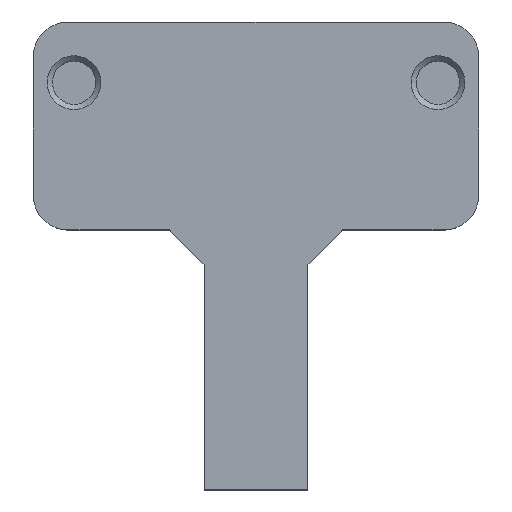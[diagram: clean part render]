
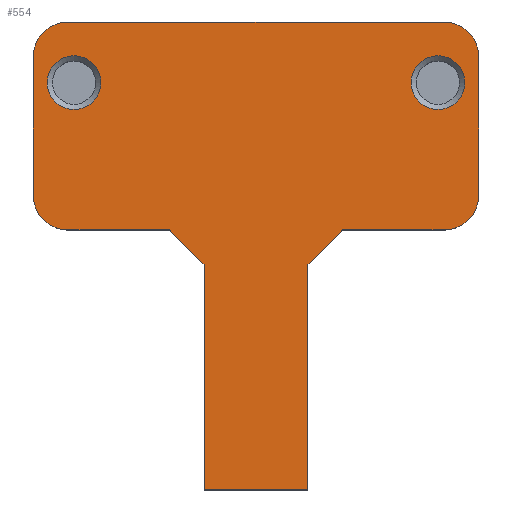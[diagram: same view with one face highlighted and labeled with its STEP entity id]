
A CAD part, top view. The second image highlights one B-rep face of the part: STEP entity #554.
In plain terms, the highlighted planar face has unit normal (0, 0, 1).
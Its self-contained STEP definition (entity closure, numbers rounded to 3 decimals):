
#25=FACE_BOUND('',#81,.T.);
#26=FACE_BOUND('',#82,.T.);
#29=PLANE('',#609);
#48=FACE_OUTER_BOUND('',#80,.T.);
#80=EDGE_LOOP('',(#390,#391,#392,#393,#394,#395,#396,#397,#398,#399,#400,
#401,#402,#403));
#81=EDGE_LOOP('',(#404));
#82=EDGE_LOOP('',(#405));
#116=LINE('',#861,#166);
#117=LINE('',#865,#167);
#118=LINE('',#869,#168);
#119=LINE('',#873,#169);
#120=LINE('',#875,#170);
#121=LINE('',#877,#171);
#122=LINE('',#879,#172);
#123=LINE('',#881,#173);
#124=LINE('',#883,#174);
#125=LINE('',#885,#175);
#166=VECTOR('',#682,10.);
#167=VECTOR('',#685,10.);
#168=VECTOR('',#688,10.);
#169=VECTOR('',#691,10.);
#170=VECTOR('',#692,10.);
#171=VECTOR('',#693,10.);
#172=VECTOR('',#694,10.);
#173=VECTOR('',#695,10.);
#174=VECTOR('',#696,10.);
#175=VECTOR('',#697,10.);
#215=CIRCLE('',#606,1.55);
#218=CIRCLE('',#610,2.);
#219=CIRCLE('',#611,2.);
#220=CIRCLE('',#612,2.);
#221=CIRCLE('',#613,2.);
#222=CIRCLE('',#614,1.55);
#247=VERTEX_POINT('',#851);
#250=VERTEX_POINT('',#859);
#251=VERTEX_POINT('',#860);
#252=VERTEX_POINT('',#862);
#253=VERTEX_POINT('',#864);
#254=VERTEX_POINT('',#866);
#255=VERTEX_POINT('',#868);
#256=VERTEX_POINT('',#870);
#257=VERTEX_POINT('',#872);
#258=VERTEX_POINT('',#874);
#259=VERTEX_POINT('',#876);
#260=VERTEX_POINT('',#878);
#261=VERTEX_POINT('',#880);
#262=VERTEX_POINT('',#882);
#263=VERTEX_POINT('',#884);
#264=VERTEX_POINT('',#887);
#303=EDGE_CURVE('',#247,#247,#215,.T.);
#307=EDGE_CURVE('',#250,#251,#116,.T.);
#308=EDGE_CURVE('',#251,#252,#218,.T.);
#309=EDGE_CURVE('',#252,#253,#117,.T.);
#310=EDGE_CURVE('',#253,#254,#219,.T.);
#311=EDGE_CURVE('',#254,#255,#118,.T.);
#312=EDGE_CURVE('',#255,#256,#220,.T.);
#313=EDGE_CURVE('',#256,#257,#119,.T.);
#314=EDGE_CURVE('',#258,#257,#120,.T.);
#315=EDGE_CURVE('',#258,#259,#121,.T.);
#316=EDGE_CURVE('',#259,#260,#122,.T.);
#317=EDGE_CURVE('',#260,#261,#123,.T.);
#318=EDGE_CURVE('',#262,#261,#124,.T.);
#319=EDGE_CURVE('',#262,#263,#125,.T.);
#320=EDGE_CURVE('',#263,#250,#221,.T.);
#321=EDGE_CURVE('',#264,#264,#222,.T.);
#390=ORIENTED_EDGE('',*,*,#307,.T.);
#391=ORIENTED_EDGE('',*,*,#308,.T.);
#392=ORIENTED_EDGE('',*,*,#309,.T.);
#393=ORIENTED_EDGE('',*,*,#310,.T.);
#394=ORIENTED_EDGE('',*,*,#311,.T.);
#395=ORIENTED_EDGE('',*,*,#312,.T.);
#396=ORIENTED_EDGE('',*,*,#313,.T.);
#397=ORIENTED_EDGE('',*,*,#314,.F.);
#398=ORIENTED_EDGE('',*,*,#315,.T.);
#399=ORIENTED_EDGE('',*,*,#316,.T.);
#400=ORIENTED_EDGE('',*,*,#317,.T.);
#401=ORIENTED_EDGE('',*,*,#318,.F.);
#402=ORIENTED_EDGE('',*,*,#319,.T.);
#403=ORIENTED_EDGE('',*,*,#320,.T.);
#404=ORIENTED_EDGE('',*,*,#321,.F.);
#405=ORIENTED_EDGE('',*,*,#303,.F.);
#554=ADVANCED_FACE('',(#48,#25,#26),#29,.T.);
#606=AXIS2_PLACEMENT_3D('',#852,#673,#674);
#609=AXIS2_PLACEMENT_3D('',#858,#680,#681);
#610=AXIS2_PLACEMENT_3D('',#863,#683,#684);
#611=AXIS2_PLACEMENT_3D('',#867,#686,#687);
#612=AXIS2_PLACEMENT_3D('',#871,#689,#690);
#613=AXIS2_PLACEMENT_3D('',#886,#698,#699);
#614=AXIS2_PLACEMENT_3D('',#888,#700,#701);
#673=DIRECTION('center_axis',(0.,0.,
1.));
#674=DIRECTION('ref_axis',(-1.,0.,0.));
#680=DIRECTION('center_axis',(0.,0.,
1.));
#681=DIRECTION('ref_axis',(1.,0.,0.));
#682=DIRECTION('',(0.,1.,0.));
#683=DIRECTION('center_axis',(0.,0.,
1.));
#684=DIRECTION('ref_axis',(1.,0.,0.));
#685=DIRECTION('',(-1.,0.,0.));
#686=DIRECTION('center_axis',(0.,0.,
1.));
#687=DIRECTION('ref_axis',(0.,1.,0.));
#688=DIRECTION('',(0.,-1.,0.));
#689=DIRECTION('center_axis',(0.,0.,
1.));
#690=DIRECTION('ref_axis',(-1.,0.,0.));
#691=DIRECTION('',(1.,0.,0.));
#692=DIRECTION('',(-0.707,0.707,0.));
#693=DIRECTION('',(0.,-1.,0.));
#694=DIRECTION('',(1.,0.,0.));
#695=DIRECTION('',(0.,1.,0.));
#696=DIRECTION('',(-0.707,-0.707,0.));
#697=DIRECTION('',(1.,0.,0.));
#698=DIRECTION('center_axis',(0.,0.,
1.));
#699=DIRECTION('ref_axis',(0.,-1.,0.));
#700=DIRECTION('center_axis',(0.,0.,
1.));
#701=DIRECTION('ref_axis',(-1.,0.,0.));
#851=CARTESIAN_POINT('',(12.05,3.5,11.5));
#852=CARTESIAN_POINT('Origin',(10.5,3.5,11.5));
#858=CARTESIAN_POINT('Origin',(0.,1.,11.5));
#859=CARTESIAN_POINT('',(12.85,-3.,11.5));
#860=CARTESIAN_POINT('',(12.85,5.,11.5));
#861=CARTESIAN_POINT('',(12.85,-3.,11.5));
#862=CARTESIAN_POINT('',(10.85,7.,11.5));
#863=CARTESIAN_POINT('Origin',(10.85,5.,11.5));
#864=CARTESIAN_POINT('',(-10.85,7.,11.5));
#865=CARTESIAN_POINT('',(10.85,7.,11.5));
#866=CARTESIAN_POINT('',(-12.85,5.,11.5));
#867=CARTESIAN_POINT('Origin',(-10.85,5.,11.5));
#868=CARTESIAN_POINT('',(-12.85,-3.,11.5));
#869=CARTESIAN_POINT('',(-12.85,5.,11.5));
#870=CARTESIAN_POINT('',(-10.85,-5.,11.5));
#871=CARTESIAN_POINT('Origin',(-10.85,-3.,11.5));
#872=CARTESIAN_POINT('',(-5.,-5.,11.5));
#873=CARTESIAN_POINT('',(-10.85,-5.,11.5));
#874=CARTESIAN_POINT('',(-3.,-7.,11.5));
#875=CARTESIAN_POINT('',(-4.75,-5.25,11.5));
#876=CARTESIAN_POINT('',(-3.,-20.,11.5));
#877=CARTESIAN_POINT('',(-3.,-5.,11.5));
#878=CARTESIAN_POINT('',(3.,-20.,11.5));
#879=CARTESIAN_POINT('',(-3.,-20.,11.5));
#880=CARTESIAN_POINT('',(3.,-7.,11.5));
#881=CARTESIAN_POINT('',(3.,-20.,11.5));
#882=CARTESIAN_POINT('',(5.,-5.,11.5));
#883=CARTESIAN_POINT('',(4.75,-5.25,11.5));
#884=CARTESIAN_POINT('',(10.85,-5.,11.5));
#885=CARTESIAN_POINT('',(-10.85,-5.,11.5));
#886=CARTESIAN_POINT('Origin',(10.85,-3.,11.5));
#887=CARTESIAN_POINT('',(-8.95,3.5,11.5));
#888=CARTESIAN_POINT('Origin',(-10.5,3.5,11.5));
